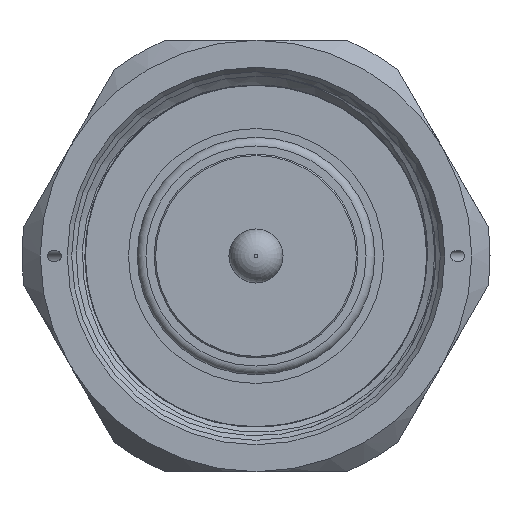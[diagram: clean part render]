
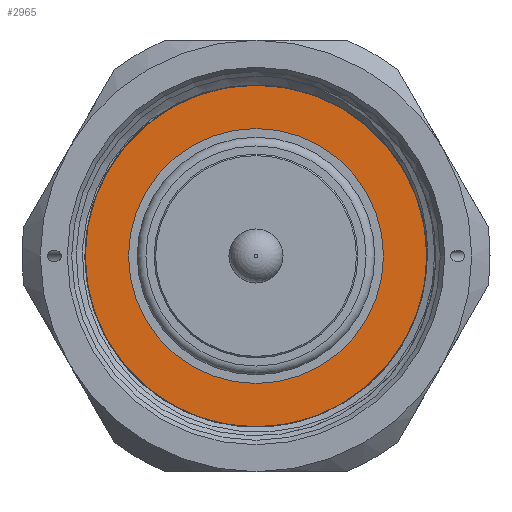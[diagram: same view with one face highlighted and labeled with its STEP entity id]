
A CAD part, left-side view. The second image highlights one B-rep face of the part: STEP entity #2965.
In plain terms, the highlighted planar face has unit normal (-1, 0, 0).
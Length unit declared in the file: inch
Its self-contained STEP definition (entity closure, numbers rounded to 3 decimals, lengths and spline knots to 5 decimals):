
#163 = DIRECTION ( 'NONE',  ( 1., 0., 0. ) ) ;
#322 = EDGE_LOOP ( 'NONE', ( #1803 ) ) ;
#486 = VERTEX_POINT ( 'NONE', #2323 ) ;
#527 = ORIENTED_EDGE ( 'NONE', *, *, #1791, .F. ) ;
#529 = CIRCLE ( 'NONE', #1225, 0.59381 ) ;
#927 = FACE_OUTER_BOUND ( 'NONE', #5434, .T. ) ;
#1225 = AXIS2_PLACEMENT_3D ( 'NONE', #4615, #3553, #5131 ) ;
#1656 = PLANE ( 'NONE',  #4010 ) ;
#1791 = EDGE_CURVE ( 'NONE', #486, #486, #529, .T. ) ;
#1803 = ORIENTED_EDGE ( 'NONE', *, *, #4721, .T. ) ;
#2086 = CIRCLE ( 'NONE', #4552, 0.44311 ) ;
#2201 = CARTESIAN_POINT ( 'NONE',  ( -2.72585, 0., 0. ) ) ;
#2323 = CARTESIAN_POINT ( 'NONE',  ( -2.72585, 0., -0.59381 ) ) ;
#2965 = ADVANCED_FACE ( 'NONE', ( #3083, #927 ), #1656, .T. ) ;
#3083 = FACE_BOUND ( 'NONE', #322, .T. ) ;
#3323 = DIRECTION ( 'NONE',  ( -1., 0., 0. ) ) ;
#3553 = DIRECTION ( 'NONE',  ( 1., 0., 0. ) ) ;
#3684 = VERTEX_POINT ( 'NONE', #4512 ) ;
#4010 = AXIS2_PLACEMENT_3D ( 'NONE', #6330, #3323, #5376 ) ;
#4512 = CARTESIAN_POINT ( 'NONE',  ( -2.72585, 0., -0.44311 ) ) ;
#4552 = AXIS2_PLACEMENT_3D ( 'NONE', #2201, #163, #4764 ) ;
#4615 = CARTESIAN_POINT ( 'NONE',  ( -2.72585, 0., 0. ) ) ;
#4721 = EDGE_CURVE ( 'NONE', #3684, #3684, #2086, .T. ) ;
#4764 = DIRECTION ( 'NONE',  ( 0., 0., -1. ) ) ;
#5131 = DIRECTION ( 'NONE',  ( 0., 0., -1. ) ) ;
#5376 = DIRECTION ( 'NONE',  ( 0., 0., 1. ) ) ;
#5434 = EDGE_LOOP ( 'NONE', ( #527 ) ) ;
#6330 = CARTESIAN_POINT ( 'NONE',  ( -2.72585, 0.44311, 0. ) ) ;
